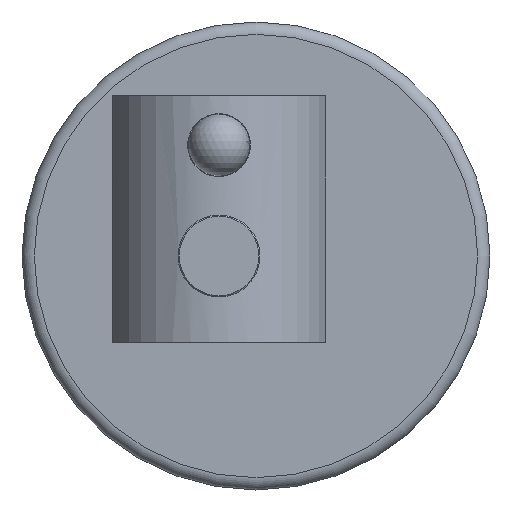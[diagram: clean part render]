
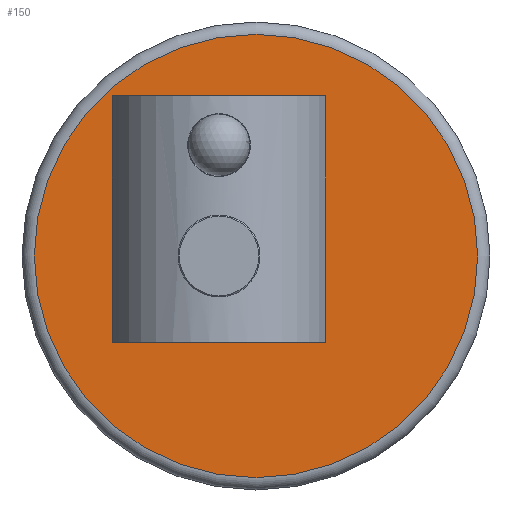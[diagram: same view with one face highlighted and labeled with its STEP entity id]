
A CAD part, left-side view. The second image highlights one B-rep face of the part: STEP entity #150.
In plain terms, the highlighted face is planar.
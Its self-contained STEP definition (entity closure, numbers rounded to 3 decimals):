
#99=CARTESIAN_POINT('',(18.,-3.,0.0));
#100=VERTEX_POINT('',#99);
#101=CARTESIAN_POINT('',(0.0,-3.,0.0));
#102=DIRECTION('',(0.0,0.0,1.0));
#103=DIRECTION('',(-1.0,0.0,0.0));
#104=AXIS2_PLACEMENT_3D('',#101,#102,#103);
#105=CIRCLE('',#104,18.);
#106=EDGE_CURVE('',#100,#100,#105,.T.);
#131=CARTESIAN_POINT('',(0.0,-3.,0.0));
#132=DIRECTION('',(0.0,0.0,-1.0));
#133=DIRECTION('',(-1.0,0.0,0.0));
#134=AXIS2_PLACEMENT_3D('',#131,#132,#133);
#135=PLANE('',#134);
#136=ORIENTED_EDGE('',*,*,#106,.F.);
#137=EDGE_LOOP('',(#136));
#138=FACE_OUTER_BOUND('',#137,.T.);
#139=CARTESIAN_POINT('',(-4.5,0.,0.0));
#140=VERTEX_POINT('',#139);
#141=CARTESIAN_POINT('',(0.0,0.0,0.0));
#142=DIRECTION('',(0.0,0.0,1.0));
#143=DIRECTION('',(1.0,0.0,0.0));
#144=AXIS2_PLACEMENT_3D('',#141,#142,#143);
#145=CIRCLE('',#144,4.5);
#146=EDGE_CURVE('',#140,#140,#145,.T.);
#147=ORIENTED_EDGE('',*,*,#146,.T.);
#148=EDGE_LOOP('',(#147));
#149=FACE_BOUND('',#148,.T.);
#150=ADVANCED_FACE('',(#138,#149),#135,.T.);
